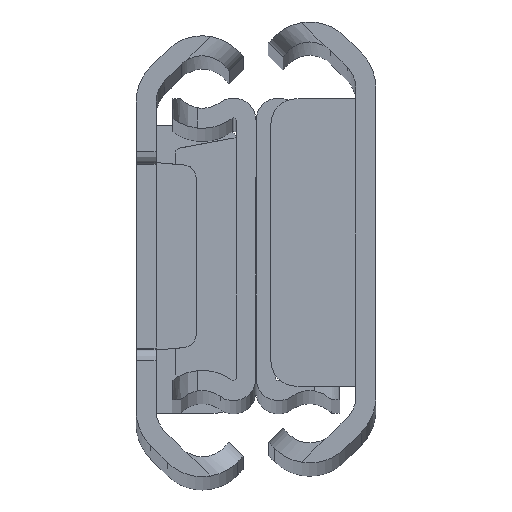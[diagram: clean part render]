
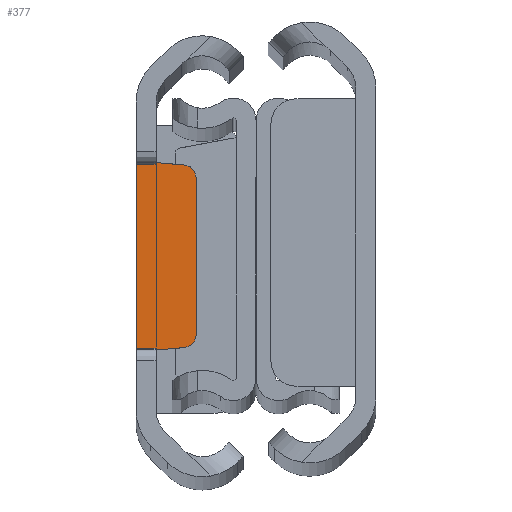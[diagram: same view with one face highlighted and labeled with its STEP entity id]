
A CAD part, top view. The second image highlights one B-rep face of the part: STEP entity #377.
In plain terms, the highlighted planar face has unit normal (0, 0, 1).
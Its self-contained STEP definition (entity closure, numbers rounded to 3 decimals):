
#103 = CARTESIAN_POINT ( 'NONE',  ( 0., 7.5, -2.2 ) ) ;
#290 = CARTESIAN_POINT ( 'NONE',  ( 3.884, -7.307, -2.2 ) ) ;
#377 = ADVANCED_FACE ( 'NONE', ( #3600 ), #2841, .T. ) ;
#384 = EDGE_CURVE ( 'NONE', #2834, #4603, #2028, .T. ) ;
#463 = LINE ( 'NONE', #103, #2776 ) ;
#627 = DIRECTION ( 'NONE',  ( 0., 0., 1. ) ) ;
#659 = CARTESIAN_POINT ( 'NONE',  ( 0., 7.5, -2.2 ) ) ;
#664 = CARTESIAN_POINT ( 'NONE',  ( 1.6, 7.5, -2.2 ) ) ;
#696 = DIRECTION ( 'NONE',  ( 0., 0., 1. ) ) ;
#910 = VERTEX_POINT ( 'NONE', #3214 ) ;
#984 = CARTESIAN_POINT ( 'NONE',  ( 8.601, -7.5, -2.2 ) ) ;
#1072 = DIRECTION ( 'NONE',  ( -0.996, 0.084, 0. ) ) ;
#1109 = EDGE_CURVE ( 'NONE', #4215, #4314, #3716, .T. ) ;
#1112 = EDGE_CURVE ( 'NONE', #2710, #2972, #463, .T. ) ;
#1132 = DIRECTION ( 'NONE',  ( 0., 1., 0. ) ) ;
#1136 = ORIENTED_EDGE ( 'NONE', *, *, #1109, .T. ) ;
#1372 = CARTESIAN_POINT ( 'NONE',  ( 3.8, 6.311, -2.2 ) ) ;
#1475 = VECTOR ( 'NONE', #1132, 1000. ) ;
#1489 = LINE ( 'NONE', #2963, #1475 ) ;
#1534 = VERTEX_POINT ( 'NONE', #2505 ) ;
#1537 = AXIS2_PLACEMENT_3D ( 'NONE', #2801, #2780, #4639 ) ;
#1565 = DIRECTION ( 'NONE',  ( 0.996, 0.084, 0. ) ) ;
#1630 = CARTESIAN_POINT ( 'NONE',  ( 0., -7.5, -2.2 ) ) ;
#1707 = ORIENTED_EDGE ( 'NONE', *, *, #1112, .F. ) ;
#1792 = AXIS2_PLACEMENT_3D ( 'NONE', #1372, #627, #2452 ) ;
#1897 = CARTESIAN_POINT ( 'NONE',  ( 4.8, -7.23, -2.2 ) ) ;
#2028 = CIRCLE ( 'NONE', #1792, 1. ) ;
#2109 = LINE ( 'NONE', #984, #4545 ) ;
#2225 = ORIENTED_EDGE ( 'NONE', *, *, #4337, .T. ) ;
#2374 = CIRCLE ( 'NONE', #1537, 1. ) ;
#2414 = EDGE_CURVE ( 'NONE', #4603, #1534, #2512, .T. ) ;
#2452 = DIRECTION ( 'NONE',  ( 0., -1., 0. ) ) ;
#2505 = CARTESIAN_POINT ( 'NONE',  ( 1.6, 7.5, -2.2 ) ) ;
#2512 = LINE ( 'NONE', #664, #3514 ) ;
#2558 = ORIENTED_EDGE ( 'NONE', *, *, #4265, .F. ) ;
#2574 = ORIENTED_EDGE ( 'NONE', *, *, #3255, .T. ) ;
#2608 = EDGE_LOOP ( 'NONE', ( #1136, #3709, #2574, #3529, #3106, #2225, #1707, #2558 ) ) ;
#2670 = CARTESIAN_POINT ( 'NONE',  ( 3.884, 7.307, -2.2 ) ) ;
#2710 = VERTEX_POINT ( 'NONE', #1630 ) ;
#2776 = VECTOR ( 'NONE', #3387, 1000. ) ;
#2780 = DIRECTION ( 'NONE',  ( 0., 0., 1. ) ) ;
#2801 = CARTESIAN_POINT ( 'NONE',  ( 3.8, -6.311, -2.2 ) ) ;
#2811 = DIRECTION ( 'NONE',  ( -1., 0., 0. ) ) ;
#2834 = VERTEX_POINT ( 'NONE', #3870 ) ;
#2841 = PLANE ( 'NONE',  #3254 ) ;
#2864 = DIRECTION ( 'NONE',  ( 0., -1., 0. ) ) ;
#2940 = VECTOR ( 'NONE', #3505, 1000. ) ;
#2963 = CARTESIAN_POINT ( 'NONE',  ( 4.8, 7.23, -2.2 ) ) ;
#2972 = VERTEX_POINT ( 'NONE', #659 ) ;
#3106 = ORIENTED_EDGE ( 'NONE', *, *, #2414, .T. ) ;
#3214 = CARTESIAN_POINT ( 'NONE',  ( 4.8, -6.311, -2.2 ) ) ;
#3217 = CARTESIAN_POINT ( 'NONE',  ( 8.601, 7.5, -2.2 ) ) ;
#3254 = AXIS2_PLACEMENT_3D ( 'NONE', #3575, #696, #2864 ) ;
#3255 = EDGE_CURVE ( 'NONE', #910, #2834, #1489, .T. ) ;
#3387 = DIRECTION ( 'NONE',  ( 0., 1., 0. ) ) ;
#3505 = DIRECTION ( 'NONE',  ( -1., 0., 0. ) ) ;
#3514 = VECTOR ( 'NONE', #1072, 1000. ) ;
#3529 = ORIENTED_EDGE ( 'NONE', *, *, #384, .T. ) ;
#3575 = CARTESIAN_POINT ( 'NONE',  ( 8.601, 7.5, -2.2 ) ) ;
#3600 = FACE_OUTER_BOUND ( 'NONE', #2608, .T. ) ;
#3709 = ORIENTED_EDGE ( 'NONE', *, *, #3772, .T. ) ;
#3716 = LINE ( 'NONE', #1897, #4144 ) ;
#3772 = EDGE_CURVE ( 'NONE', #4314, #910, #2374, .T. ) ;
#3870 = CARTESIAN_POINT ( 'NONE',  ( 4.8, 6.311, -2.2 ) ) ;
#4144 = VECTOR ( 'NONE', #1565, 1000. ) ;
#4215 = VERTEX_POINT ( 'NONE', #4290 ) ;
#4265 = EDGE_CURVE ( 'NONE', #4215, #2710, #2109, .T. ) ;
#4290 = CARTESIAN_POINT ( 'NONE',  ( 1.6, -7.5, -2.2 ) ) ;
#4313 = LINE ( 'NONE', #3217, #2940 ) ;
#4314 = VERTEX_POINT ( 'NONE', #290 ) ;
#4337 = EDGE_CURVE ( 'NONE', #1534, #2972, #4313, .T. ) ;
#4545 = VECTOR ( 'NONE', #2811, 1000. ) ;
#4603 = VERTEX_POINT ( 'NONE', #2670 ) ;
#4639 = DIRECTION ( 'NONE',  ( 0., -1., 0. ) ) ;
